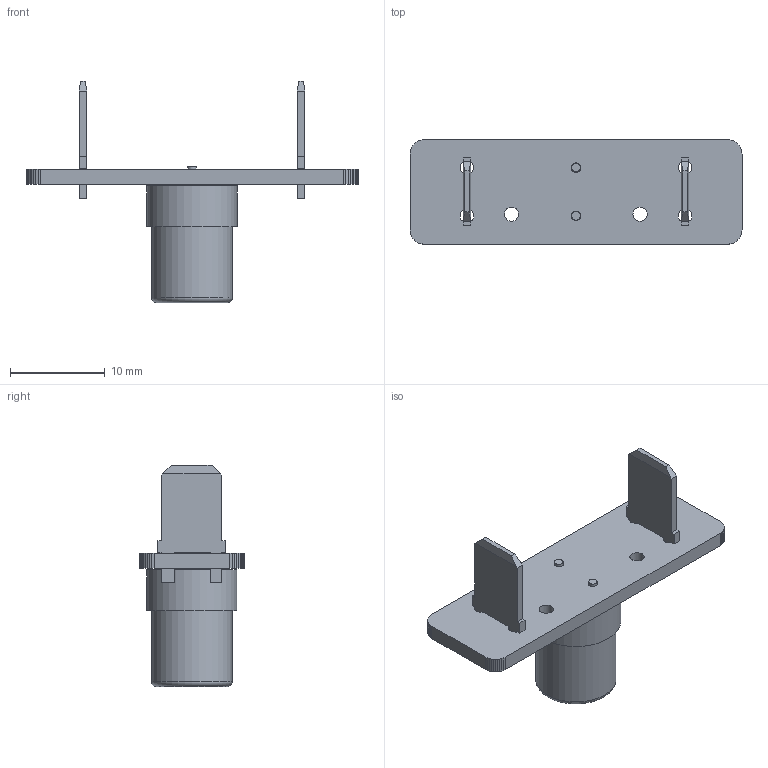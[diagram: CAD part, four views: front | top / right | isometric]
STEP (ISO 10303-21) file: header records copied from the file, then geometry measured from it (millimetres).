
FILE_DESCRIPTION(('KiCad electronic assembly'),'2;1');
FILE_NAME('BatteryConnector.step','2024-03-11T17:47:24',('Pcbnew'),( 'Kicad'),'Open CASCADE STEP processor 7.7','KiCad to STEP converter' ,'Unknown');
FILE_SCHEMA(('AUTOMOTIVE_DESIGN { 1 0 10303 214 1 1 1 1 }'));
Length unit declared in the file: millimetre
Products named in the file (6): BatteryConnector 1; 62650-1; C-62650-1; FuseHolder_56000001319+Fuse; FuseHolder_56000001319+Fuse v1; BatteryConnector PCB
Assembly tree (6 placements, depth 3):
  BatteryConnector 1
    62650-1  x2
      C-62650-1
    FuseHolder_56000001319+Fuse
      FuseHolder_56000001319+Fuse v1
    BatteryConnector PCB
Bounding box: 35 x 11 x 23.31 mm (x, y, z)
Volume: 1458.9 mm3; surface area: 1878.2 mm2
Topology: 7 solids, 7 shells, 111 faces, 291 edges, 194 vertices
Faces by surface type: plane 98, cylinder 12, torus 1
Full cylindrical faces by diameter (mm): 0.9 x2, 1 x2, 1.45 x4, 1.5 x2, 8.5 x1, 9.5 x1
Entity records: 5918 total; most frequent: CARTESIAN_POINT 1045, DIRECTION 895, LINE 642, VECTOR 642, ORIENTED_EDGE 462, PCURVE 462, DEFINITIONAL_REPRESENTATION 462, EDGE_CURVE 231
